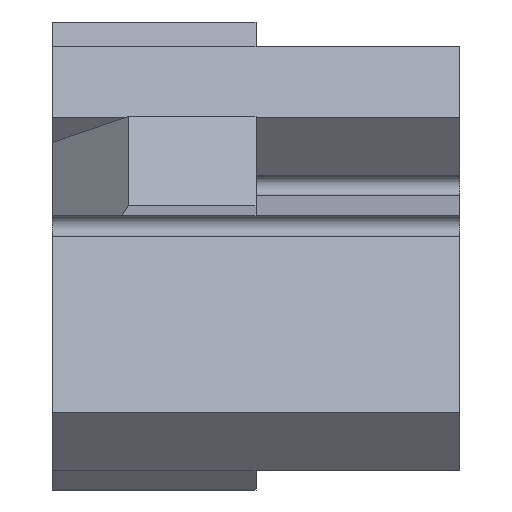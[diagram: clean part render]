
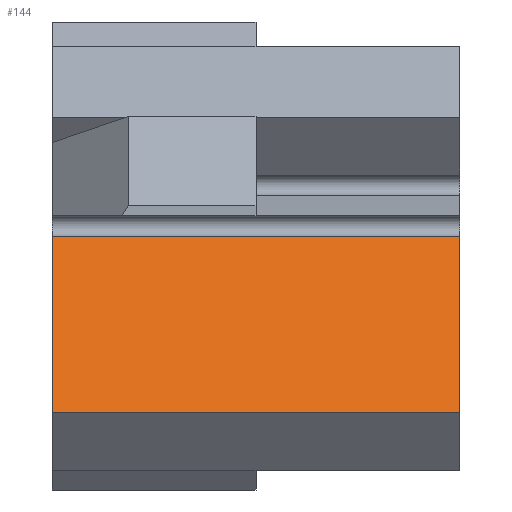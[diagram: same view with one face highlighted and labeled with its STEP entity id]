
A CAD part, left-side view. The second image highlights one B-rep face of the part: STEP entity #144.
In plain terms, the highlighted planar face has unit normal (-0.643, 0, 0.766).
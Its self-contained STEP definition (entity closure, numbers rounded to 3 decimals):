
#4 = DIRECTION ( 'NONE',  ( 0.766, 0., 0.643 ) ) ;
#28 = CARTESIAN_POINT ( 'NONE',  ( 100.981, 8., -8.113 ) ) ;
#72 = VECTOR ( 'NONE', #294, 1000. ) ;
#108 = CARTESIAN_POINT ( 'NONE',  ( 100.981, -8., -8.113 ) ) ;
#119 = EDGE_CURVE ( 'NONE', #462, #483, #340, .T. ) ;
#144 = ADVANCED_FACE ( 'NONE', ( #877 ), #182, .T. ) ;
#159 = VECTOR ( 'NONE', #741, 1000. ) ;
#182 = PLANE ( 'NONE',  #307 ) ;
#201 = VECTOR ( 'NONE', #4, 1000. ) ;
#246 = EDGE_LOOP ( 'NONE', ( #629, #1011, #511, #578 ) ) ;
#261 = EDGE_CURVE ( 'NONE', #668, #483, #367, .T. ) ;
#294 = DIRECTION ( 'NONE',  ( 0., 1., 0. ) ) ;
#307 = AXIS2_PLACEMENT_3D ( 'NONE', #495, #653, #732 ) ;
#340 = LINE ( 'NONE', #28, #817 ) ;
#356 = LINE ( 'NONE', #976, #159 ) ;
#367 = LINE ( 'NONE', #425, #72 ) ;
#406 = CARTESIAN_POINT ( 'NONE',  ( 109.22, -8., -1.2 ) ) ;
#425 = CARTESIAN_POINT ( 'NONE',  ( 109.22, -8., -1.2 ) ) ;
#457 = CARTESIAN_POINT ( 'NONE',  ( 109.22, 8., -1.2 ) ) ;
#462 = VERTEX_POINT ( 'NONE', #903 ) ;
#483 = VERTEX_POINT ( 'NONE', #457 ) ;
#495 = CARTESIAN_POINT ( 'NONE',  ( 100.981, -8., -8.113 ) ) ;
#511 = ORIENTED_EDGE ( 'NONE', *, *, #716, .F. ) ;
#561 = CARTESIAN_POINT ( 'NONE',  ( 100.981, -8., -8.113 ) ) ;
#578 = ORIENTED_EDGE ( 'NONE', *, *, #988, .T. ) ;
#629 = ORIENTED_EDGE ( 'NONE', *, *, #261, .T. ) ;
#653 = DIRECTION ( 'NONE',  ( -0.643, 0., 0.766 ) ) ;
#668 = VERTEX_POINT ( 'NONE', #406 ) ;
#716 = EDGE_CURVE ( 'NONE', #891, #462, #356, .T. ) ;
#732 = DIRECTION ( 'NONE',  ( 0.766, 0., 0.643 ) ) ;
#741 = DIRECTION ( 'NONE',  ( 0., 1., 0. ) ) ;
#801 = LINE ( 'NONE', #108, #201 ) ;
#817 = VECTOR ( 'NONE', #861, 1000. ) ;
#861 = DIRECTION ( 'NONE',  ( 0.766, 0., 0.643 ) ) ;
#877 = FACE_OUTER_BOUND ( 'NONE', #246, .T. ) ;
#891 = VERTEX_POINT ( 'NONE', #561 ) ;
#903 = CARTESIAN_POINT ( 'NONE',  ( 100.981, 8., -8.113 ) ) ;
#976 = CARTESIAN_POINT ( 'NONE',  ( 100.981, -8., -8.113 ) ) ;
#988 = EDGE_CURVE ( 'NONE', #891, #668, #801, .T. ) ;
#1011 = ORIENTED_EDGE ( 'NONE', *, *, #119, .F. ) ;
